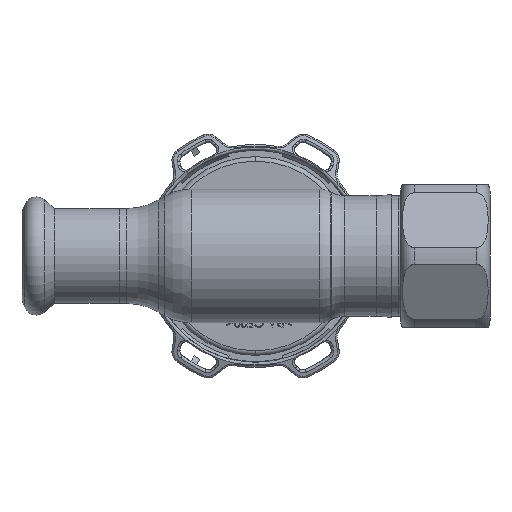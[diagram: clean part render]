
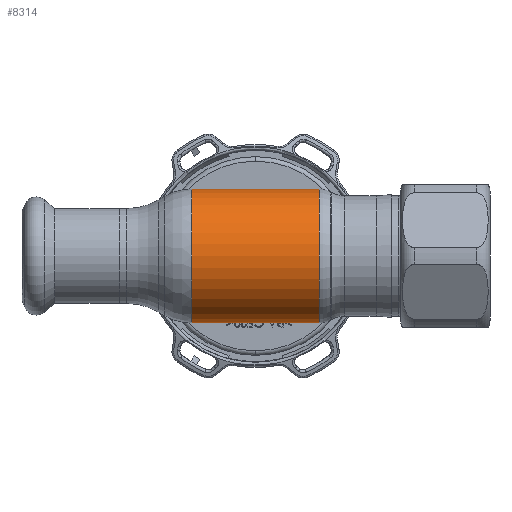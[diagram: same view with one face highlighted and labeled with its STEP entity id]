
A CAD part, front view. The second image highlights one B-rep face of the part: STEP entity #8314.
In plain terms, the highlighted cylindrical face has radius 15 mm (diameter 30 mm), a partial arc.
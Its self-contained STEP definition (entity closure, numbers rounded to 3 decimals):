
#643 = VERTEX_POINT ( 'NONE', #6610 ) ;
#978 = CARTESIAN_POINT ( 'NONE',  ( -14.285, 0., -15. ) ) ;
#2174 = AXIS2_PLACEMENT_3D ( 'NONE', #27924, #4161, #20429 ) ;
#4161 = DIRECTION ( 'NONE',  ( -1., 0., 0. ) ) ;
#4461 = CARTESIAN_POINT ( 'NONE',  ( -62.69, 0., 0. ) ) ;
#4652 = CYLINDRICAL_SURFACE ( 'NONE', #24291, 15. ) ;
#6610 = CARTESIAN_POINT ( 'NONE',  ( -14.285, 0., 15. ) ) ;
#8314 = ADVANCED_FACE ( 'NONE', ( #21095 ), #4652, .T. ) ;
#9773 = DIRECTION ( 'NONE',  ( 0., 0., 1. ) ) ;
#10097 = DIRECTION ( 'NONE',  ( -1., 0., 0. ) ) ;
#11083 = ORIENTED_EDGE ( 'NONE', *, *, #23283, .F. ) ;
#12502 = EDGE_LOOP ( 'NONE', ( #11083, #25642, #18596, #13529 ) ) ;
#13083 = CARTESIAN_POINT ( 'NONE',  ( 14.285, 0., -15. ) ) ;
#13398 = DIRECTION ( 'NONE',  ( -1., 0., 0. ) ) ;
#13529 = ORIENTED_EDGE ( 'NONE', *, *, #25529, .F. ) ;
#15772 = CARTESIAN_POINT ( 'NONE',  ( -62.69, 0., 15. ) ) ;
#16367 = VERTEX_POINT ( 'NONE', #29637 ) ;
#18513 = VERTEX_POINT ( 'NONE', #13083 ) ;
#18596 = ORIENTED_EDGE ( 'NONE', *, *, #27588, .T. ) ;
#20429 = DIRECTION ( 'NONE',  ( 0., 0., 1. ) ) ;
#20818 = LINE ( 'NONE', #15772, #33739 ) ;
#21095 = FACE_OUTER_BOUND ( 'NONE', #12502, .T. ) ;
#21106 = AXIS2_PLACEMENT_3D ( 'NONE', #34492, #23298, #9773 ) ;
#22048 = LINE ( 'NONE', #35772, #22648 ) ;
#22648 = VECTOR ( 'NONE', #13398, 1000. ) ;
#23283 = EDGE_CURVE ( 'NONE', #18513, #24121, #22048, .T. ) ;
#23298 = DIRECTION ( 'NONE',  ( -1., 0., 0. ) ) ;
#24121 = VERTEX_POINT ( 'NONE', #978 ) ;
#24291 = AXIS2_PLACEMENT_3D ( 'NONE', #4461, #10097, #28599 ) ;
#25529 = EDGE_CURVE ( 'NONE', #24121, #643, #31528, .T. ) ;
#25642 = ORIENTED_EDGE ( 'NONE', *, *, #33629, .T. ) ;
#27588 = EDGE_CURVE ( 'NONE', #16367, #643, #20818, .T. ) ;
#27924 = CARTESIAN_POINT ( 'NONE',  ( 14.285, 0., 0. ) ) ;
#28599 = DIRECTION ( 'NONE',  ( 0., 0., 1. ) ) ;
#29637 = CARTESIAN_POINT ( 'NONE',  ( 14.285, 0., 15. ) ) ;
#31528 = CIRCLE ( 'NONE', #21106, 15. ) ;
#33333 = CIRCLE ( 'NONE', #2174, 15. ) ;
#33629 = EDGE_CURVE ( 'NONE', #18513, #16367, #33333, .T. ) ;
#33739 = VECTOR ( 'NONE', #34740, 1000. ) ;
#34492 = CARTESIAN_POINT ( 'NONE',  ( -14.285, 0., 0. ) ) ;
#34740 = DIRECTION ( 'NONE',  ( -1., 0., 0. ) ) ;
#35772 = CARTESIAN_POINT ( 'NONE',  ( -62.69, 0., -15. ) ) ;
